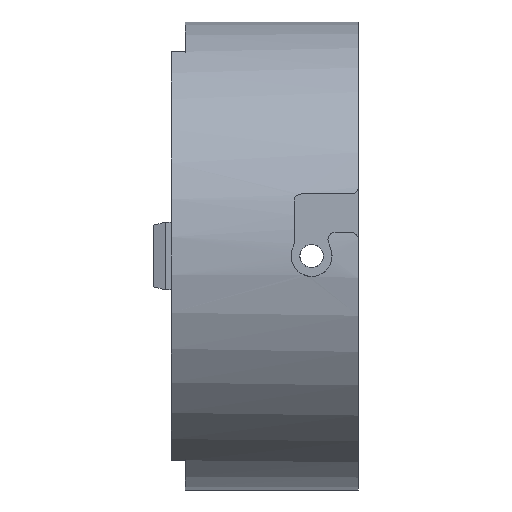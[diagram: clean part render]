
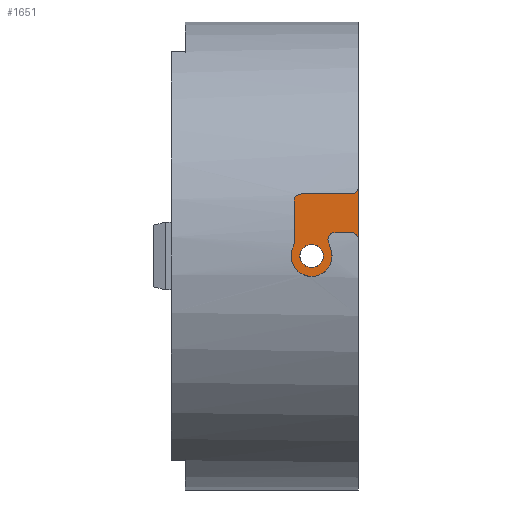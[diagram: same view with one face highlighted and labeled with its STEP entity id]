
A CAD part, left-side view. The second image highlights one B-rep face of the part: STEP entity #1651.
In plain terms, the highlighted planar face has unit normal (-1, 0, 0).
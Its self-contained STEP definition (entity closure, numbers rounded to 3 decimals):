
#23 = CARTESIAN_POINT ( 'NONE',  ( -17.5, 5.5, 4.7 ) ) ;
#56 = DIRECTION ( 'NONE',  ( 0., 0., 1. ) ) ;
#119 = VECTOR ( 'NONE', #1797, 1000. ) ;
#120 = ORIENTED_EDGE ( 'NONE', *, *, #320, .T. ) ;
#221 = EDGE_LOOP ( 'NONE', ( #291, #1534 ) ) ;
#222 = CARTESIAN_POINT ( 'NONE',  ( -17.5, 4.9, 4.7 ) ) ;
#251 = VECTOR ( 'NONE', #1567, 1000. ) ;
#276 = VERTEX_POINT ( 'NONE', #894 ) ;
#291 = ORIENTED_EDGE ( 'NONE', *, *, #2268, .F. ) ;
#303 = EDGE_CURVE ( 'NONE', #644, #2374, #414, .T. ) ;
#320 = EDGE_CURVE ( 'NONE', #903, #276, #1350, .T. ) ;
#333 = DIRECTION ( 'NONE',  ( -1., 0., 0. ) ) ;
#355 = DIRECTION ( 'NONE',  ( 0., 0., 1. ) ) ;
#367 = VECTOR ( 'NONE', #1884, 1000. ) ;
#383 = EDGE_LOOP ( 'NONE', ( #2165, #957, #2154, #2361, #819, #120, #1096, #813, #729 ) ) ;
#414 = LINE ( 'NONE', #1768, #1019 ) ;
#456 = CARTESIAN_POINT ( 'NONE',  ( -17.5, 0.6, 5.3 ) ) ;
#487 = FACE_BOUND ( 'NONE', #221, .T. ) ;
#492 = LINE ( 'NONE', #2048, #367 ) ;
#499 = FACE_OUTER_BOUND ( 'NONE', #383, .T. ) ;
#541 = CIRCLE ( 'NONE', #2008, 1. ) ;
#642 = EDGE_CURVE ( 'NONE', #1133, #1883, #492, .T. ) ;
#644 = VERTEX_POINT ( 'NONE', #23 ) ;
#673 = CARTESIAN_POINT ( 'NONE',  ( -17.5, 5.5, 5.3 ) ) ;
#689 = DIRECTION ( 'NONE',  ( 0., 0., 1. ) ) ;
#705 = CARTESIAN_POINT ( 'NONE',  ( -17.5, 0., -2.439 ) ) ;
#729 = ORIENTED_EDGE ( 'NONE', *, *, #2443, .T. ) ;
#760 = CARTESIAN_POINT ( 'NONE',  ( -17.5, 5.5, 1.055 ) ) ;
#774 = CARTESIAN_POINT ( 'NONE',  ( -17.5, 0.6, 5.9 ) ) ;
#776 = DIRECTION ( 'NONE',  ( -1., 0., 0. ) ) ;
#798 = AXIS2_PLACEMENT_3D ( 'NONE', #2287, #2522, #1393 ) ;
#801 = CIRCLE ( 'NONE', #2693, 1. ) ;
#813 = ORIENTED_EDGE ( 'NONE', *, *, #642, .T. ) ;
#819 = ORIENTED_EDGE ( 'NONE', *, *, #1781, .T. ) ;
#833 = VERTEX_POINT ( 'NONE', #2015 ) ;
#862 = CARTESIAN_POINT ( 'NONE',  ( -17.5, 4., 0. ) ) ;
#894 = CARTESIAN_POINT ( 'NONE',  ( -17.5, 2.859, -2.439 ) ) ;
#903 = VERTEX_POINT ( 'NONE', #2431 ) ;
#928 = VERTEX_POINT ( 'NONE', #2405 ) ;
#957 = ORIENTED_EDGE ( 'NONE', *, *, #1394, .T. ) ;
#1019 = VECTOR ( 'NONE', #1800, 1000. ) ;
#1048 = CIRCLE ( 'NONE', #1423, 0.6 ) ;
#1096 = ORIENTED_EDGE ( 'NONE', *, *, #2253, .T. ) ;
#1133 = VERTEX_POINT ( 'NONE', #1445 ) ;
#1174 = DIRECTION ( 'NONE',  ( 0., 0., 1. ) ) ;
#1185 = CARTESIAN_POINT ( 'NONE',  ( -17.5, 5.564, 0.785 ) ) ;
#1333 = DIRECTION ( 'NONE',  ( 1., 0., 0. ) ) ;
#1336 = PLANE ( 'NONE',  #798 ) ;
#1350 = LINE ( 'NONE', #2491, #2678 ) ;
#1378 = EDGE_CURVE ( 'NONE', #2374, #1945, #1048, .T. ) ;
#1393 = DIRECTION ( 'NONE',  ( 0., 0., 1. ) ) ;
#1394 = EDGE_CURVE ( 'NONE', #833, #644, #1517, .T. ) ;
#1398 = VERTEX_POINT ( 'NONE', #2761 ) ;
#1423 = AXIS2_PLACEMENT_3D ( 'NONE', #1630, #1333, #1174 ) ;
#1433 = CIRCLE ( 'NONE', #2191, 0.6 ) ;
#1445 = CARTESIAN_POINT ( 'NONE',  ( -17.5, 0., -2.439 ) ) ;
#1454 = EDGE_CURVE ( 'NONE', #2291, #833, #2701, .T. ) ;
#1517 = CIRCLE ( 'NONE', #1810, 0.6 ) ;
#1534 = ORIENTED_EDGE ( 'NONE', *, *, #2093, .F. ) ;
#1567 = DIRECTION ( 'NONE',  ( 0., 1., 0. ) ) ;
#1630 = CARTESIAN_POINT ( 'NONE',  ( -17.5, 6.1, 1.055 ) ) ;
#1651 = ADVANCED_FACE ( 'NONE', ( #499, #487 ), #1336, .T. ) ;
#1768 = CARTESIAN_POINT ( 'NONE',  ( -17.5, 5.5, 5.3 ) ) ;
#1781 = EDGE_CURVE ( 'NONE', #1945, #903, #1984, .T. ) ;
#1797 = DIRECTION ( 'NONE',  ( 0., -1., 0. ) ) ;
#1800 = DIRECTION ( 'NONE',  ( 0., 0., -1. ) ) ;
#1810 = AXIS2_PLACEMENT_3D ( 'NONE', #222, #1816, #56 ) ;
#1816 = DIRECTION ( 'NONE',  ( -1., 0., 0. ) ) ;
#1831 = DIRECTION ( 'NONE',  ( -1., 0., 0. ) ) ;
#1883 = VERTEX_POINT ( 'NONE', #2164 ) ;
#1884 = DIRECTION ( 'NONE',  ( 0., 0., 1. ) ) ;
#1892 = CARTESIAN_POINT ( 'NONE',  ( -17.5, 4., 0. ) ) ;
#1903 = DIRECTION ( 'NONE',  ( 0., 0., 1. ) ) ;
#1945 = VERTEX_POINT ( 'NONE', #1185 ) ;
#1957 = CARTESIAN_POINT ( 'NONE',  ( -17.5, 4., 0. ) ) ;
#1984 = CIRCLE ( 'NONE', #2402, 1.75 ) ;
#2008 = AXIS2_PLACEMENT_3D ( 'NONE', #862, #1831, #689 ) ;
#2015 = CARTESIAN_POINT ( 'NONE',  ( -17.5, 4.9, 5.3 ) ) ;
#2041 = DIRECTION ( 'NONE',  ( 0., 0., -1. ) ) ;
#2048 = CARTESIAN_POINT ( 'NONE',  ( -17.5, 0., 2. ) ) ;
#2093 = EDGE_CURVE ( 'NONE', #1398, #928, #801, .T. ) ;
#2154 = ORIENTED_EDGE ( 'NONE', *, *, #303, .T. ) ;
#2164 = CARTESIAN_POINT ( 'NONE',  ( -17.5, 0., 5.9 ) ) ;
#2165 = ORIENTED_EDGE ( 'NONE', *, *, #1454, .T. ) ;
#2191 = AXIS2_PLACEMENT_3D ( 'NONE', #774, #2533, #1903 ) ;
#2223 = LINE ( 'NONE', #705, #119 ) ;
#2253 = EDGE_CURVE ( 'NONE', #276, #1133, #2223, .T. ) ;
#2268 = EDGE_CURVE ( 'NONE', #928, #1398, #541, .T. ) ;
#2287 = CARTESIAN_POINT ( 'NONE',  ( -17.5, 4., 0. ) ) ;
#2291 = VERTEX_POINT ( 'NONE', #456 ) ;
#2361 = ORIENTED_EDGE ( 'NONE', *, *, #1378, .T. ) ;
#2374 = VERTEX_POINT ( 'NONE', #760 ) ;
#2402 = AXIS2_PLACEMENT_3D ( 'NONE', #1892, #776, #355 ) ;
#2405 = CARTESIAN_POINT ( 'NONE',  ( -17.5, 4., 1. ) ) ;
#2431 = CARTESIAN_POINT ( 'NONE',  ( -17.5, 2.859, -1.327 ) ) ;
#2443 = EDGE_CURVE ( 'NONE', #1883, #2291, #1433, .T. ) ;
#2491 = CARTESIAN_POINT ( 'NONE',  ( -17.5, 2.859, 2.07 ) ) ;
#2522 = DIRECTION ( 'NONE',  ( -1., 0., 0. ) ) ;
#2533 = DIRECTION ( 'NONE',  ( 1., 0., 0. ) ) ;
#2589 = DIRECTION ( 'NONE',  ( 0., 0., 1. ) ) ;
#2678 = VECTOR ( 'NONE', #2041, 1000. ) ;
#2693 = AXIS2_PLACEMENT_3D ( 'NONE', #1957, #333, #2589 ) ;
#2701 = LINE ( 'NONE', #673, #251 ) ;
#2761 = CARTESIAN_POINT ( 'NONE',  ( -17.5, 4., -1. ) ) ;
